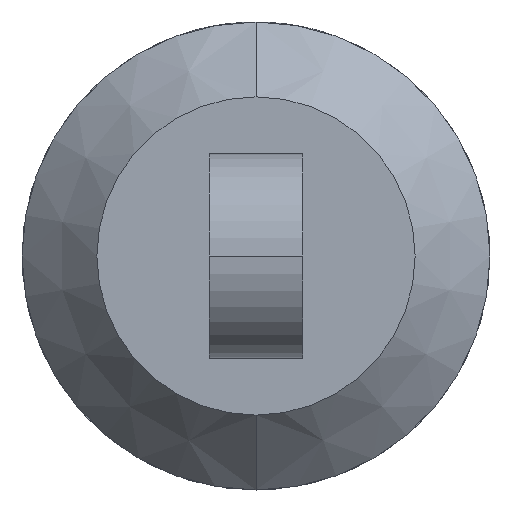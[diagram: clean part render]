
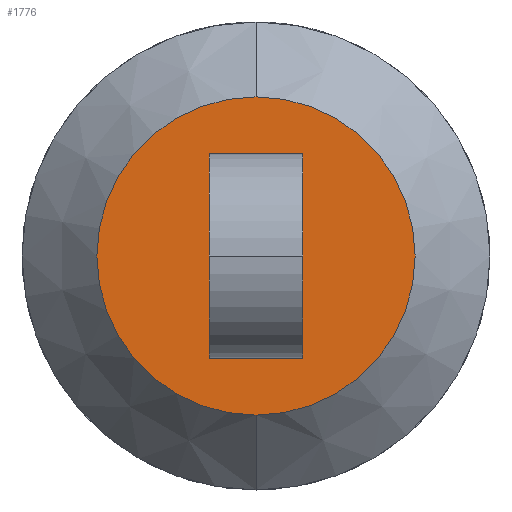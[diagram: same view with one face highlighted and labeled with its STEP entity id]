
A CAD part, left-side view. The second image highlights one B-rep face of the part: STEP entity #1776.
In plain terms, the highlighted planar face has unit normal (-1, 0, 0).
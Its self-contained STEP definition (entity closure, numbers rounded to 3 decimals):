
#59 = VERTEX_POINT ( 'NONE', #3290 ) ;
#184 = EDGE_CURVE ( 'NONE', #237, #59, #1213, .T. ) ;
#225 = CARTESIAN_POINT ( 'NONE',  ( -102.054, -1.087, 161.778 ) ) ;
#237 = VERTEX_POINT ( 'NONE', #2175 ) ;
#533 = VERTEX_POINT ( 'NONE', #225 ) ;
#543 = CIRCLE ( 'NONE', #1241, 17. ) ;
#555 = LINE ( 'NONE', #3622, #595 ) ;
#595 = VECTOR ( 'NONE', #1811, 1000. ) ;
#618 = CARTESIAN_POINT ( 'NONE',  ( -102.054, -6.087, 167.778 ) ) ;
#624 = EDGE_CURVE ( 'NONE', #2384, #59, #555, .T. ) ;
#683 = EDGE_CURVE ( 'NONE', #237, #1253, #2185, .T. ) ;
#696 = FACE_BOUND ( 'NONE', #927, .T. ) ;
#721 = CARTESIAN_POINT ( 'NONE',  ( -102.054, -26.087, 178.778 ) ) ;
#750 = VECTOR ( 'NONE', #3075, 1000. ) ;
#925 = CARTESIAN_POINT ( 'NONE',  ( -102.054, 3.913, 178.778 ) ) ;
#927 = EDGE_LOOP ( 'NONE', ( #2143, #2079, #2602, #1515 ) ) ;
#1002 = PLANE ( 'NONE',  #2765 ) ;
#1213 = LINE ( 'NONE', #925, #2709 ) ;
#1241 = AXIS2_PLACEMENT_3D ( 'NONE', #3258, #2956, #2630 ) ;
#1253 = VERTEX_POINT ( 'NONE', #618 ) ;
#1300 = DIRECTION ( 'NONE',  ( -1., 0., 0. ) ) ;
#1364 = CARTESIAN_POINT ( 'NONE',  ( -102.054, -6.087, 178.778 ) ) ;
#1494 = CIRCLE ( 'NONE', #1511, 17. ) ;
#1511 = AXIS2_PLACEMENT_3D ( 'NONE', #2246, #1300, #2236 ) ;
#1515 = ORIENTED_EDGE ( 'NONE', *, *, #624, .F. ) ;
#1776 = ADVANCED_FACE ( 'NONE', ( #3603, #696 ), #1002, .T. ) ;
#1811 = DIRECTION ( 'NONE',  ( 0., 1., 0. ) ) ;
#1920 = CARTESIAN_POINT ( 'NONE',  ( -102.054, 3.913, 167.778 ) ) ;
#2079 = ORIENTED_EDGE ( 'NONE', *, *, #683, .F. ) ;
#2143 = ORIENTED_EDGE ( 'NONE', *, *, #2773, .T. ) ;
#2175 = CARTESIAN_POINT ( 'NONE',  ( -102.054, 3.913, 167.778 ) ) ;
#2185 = LINE ( 'NONE', #1920, #750 ) ;
#2236 = DIRECTION ( 'NONE',  ( 0., 0., -1. ) ) ;
#2246 = CARTESIAN_POINT ( 'NONE',  ( -102.054, -1.087, 178.778 ) ) ;
#2287 = VERTEX_POINT ( 'NONE', #3143 ) ;
#2326 = EDGE_CURVE ( 'NONE', #533, #2287, #1494, .T. ) ;
#2342 = CARTESIAN_POINT ( 'NONE',  ( -102.054, -6.087, 189.778 ) ) ;
#2364 = EDGE_CURVE ( 'NONE', #2287, #533, #543, .T. ) ;
#2384 = VERTEX_POINT ( 'NONE', #2342 ) ;
#2446 = LINE ( 'NONE', #1364, #3787 ) ;
#2476 = DIRECTION ( 'NONE',  ( 0., 0., 1. ) ) ;
#2602 = ORIENTED_EDGE ( 'NONE', *, *, #184, .T. ) ;
#2630 = DIRECTION ( 'NONE',  ( 0., 0., -1. ) ) ;
#2709 = VECTOR ( 'NONE', #2476, 1000. ) ;
#2741 = ORIENTED_EDGE ( 'NONE', *, *, #2326, .T. ) ;
#2765 = AXIS2_PLACEMENT_3D ( 'NONE', #721, #2812, #2860 ) ;
#2773 = EDGE_CURVE ( 'NONE', #2384, #1253, #2446, .T. ) ;
#2812 = DIRECTION ( 'NONE',  ( -1., 0., 0. ) ) ;
#2860 = DIRECTION ( 'NONE',  ( 0., 0., -1. ) ) ;
#2946 = EDGE_LOOP ( 'NONE', ( #2981, #2741 ) ) ;
#2956 = DIRECTION ( 'NONE',  ( -1., 0., 0. ) ) ;
#2981 = ORIENTED_EDGE ( 'NONE', *, *, #2364, .T. ) ;
#3075 = DIRECTION ( 'NONE',  ( 0., -1., 0. ) ) ;
#3143 = CARTESIAN_POINT ( 'NONE',  ( -102.054, -1.087, 195.778 ) ) ;
#3258 = CARTESIAN_POINT ( 'NONE',  ( -102.054, -1.087, 178.778 ) ) ;
#3290 = CARTESIAN_POINT ( 'NONE',  ( -102.054, 3.913, 189.778 ) ) ;
#3507 = DIRECTION ( 'NONE',  ( 0., 0., -1. ) ) ;
#3603 = FACE_OUTER_BOUND ( 'NONE', #2946, .T. ) ;
#3622 = CARTESIAN_POINT ( 'NONE',  ( -102.054, 3.913, 189.778 ) ) ;
#3787 = VECTOR ( 'NONE', #3507, 1000. ) ;
